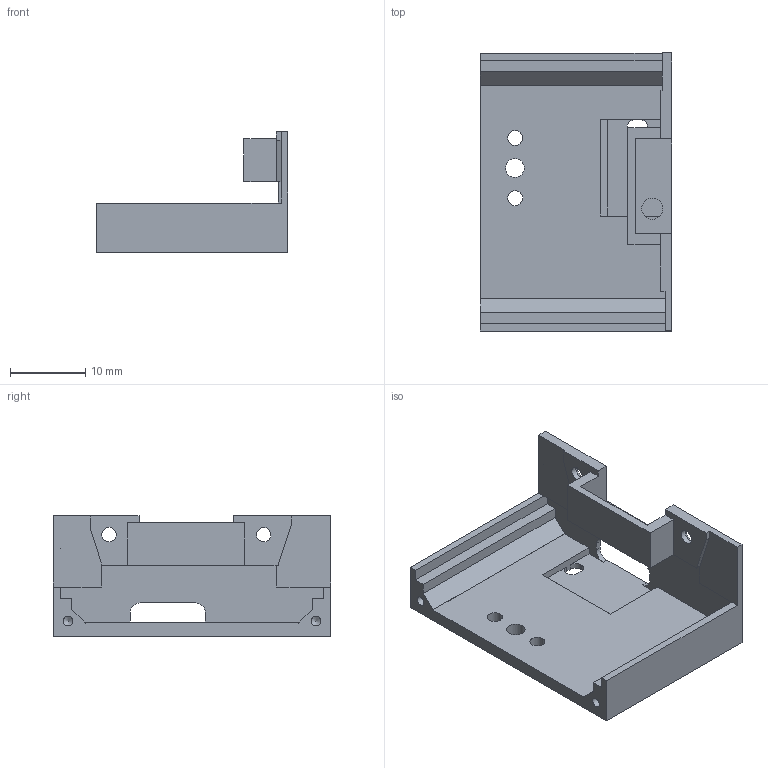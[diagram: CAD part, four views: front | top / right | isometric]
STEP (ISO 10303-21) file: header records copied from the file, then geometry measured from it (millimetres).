
FILE_DESCRIPTION(/* description */ (''),/* implementation_level */ '2;1');
FILE_NAME(/* name */ 'Gehuse_v0.32.step',/* time_stamp */ '2023-09-05T21:34:54+02:00',/* author */ (''),/* organization */ (''),/* preprocessor_version */ 'ST-DEVELOPER v20',/* originating_system */ 'Autodesk Translation Framework v12.9.0.99',/* authorisation */ '');
FILE_SCHEMA (('AUTOMOTIVE_DESIGN { 1 0 10303 214 3 1 1 }'));
Length unit declared in the file: millimetre
Products named in the file (1): Gehäuse (2)
Bounding box: 25.49 x 37 x 16 mm (x, y, z)
Volume: 2638.5 mm3; surface area: 3932.4 mm2
Topology: 1 solids, 1 shells, 79 faces, 231 edges, 152 vertices
Faces by surface type: plane 59, cylinder 16, cone 4
Full cylindrical faces by diameter (mm): 1.271 x2, 1.931 x2, 2 x2, 2.5 x1, 2.8 x1
Entity records: 2657 total; most frequent: CARTESIAN_POINT 461, ORIENTED_EDGE 458, DIRECTION 423, EDGE_CURVE 229, LINE 195, VECTOR 195, VERTEX_POINT 152, AXIS2_PLACEMENT_3D 114
